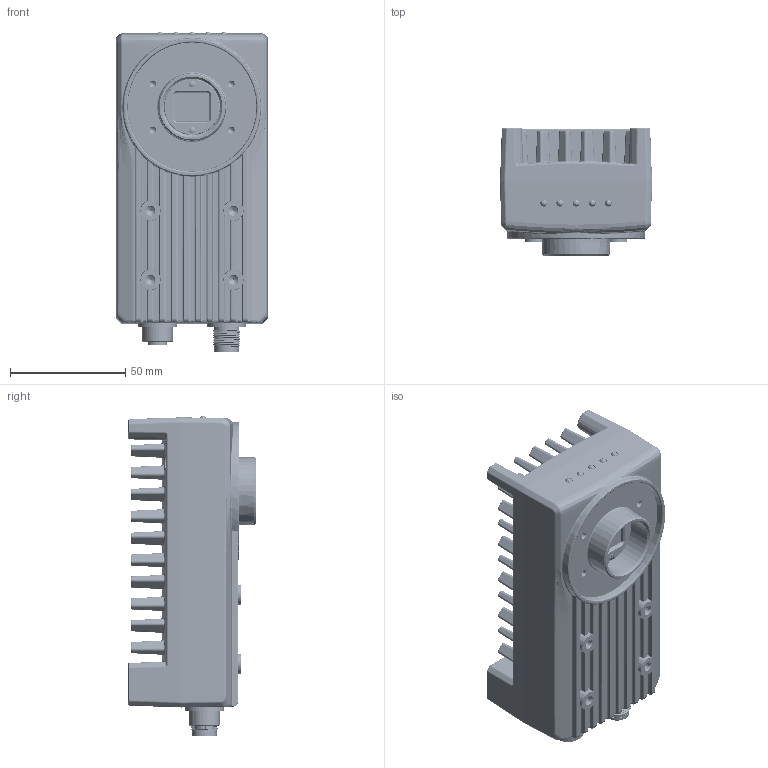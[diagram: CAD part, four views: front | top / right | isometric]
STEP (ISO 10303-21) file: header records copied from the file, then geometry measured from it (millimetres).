
FILE_DESCRIPTION((''),'2;1');
FILE_NAME('S-CASE-ASM_ASM','2020-06-02T19:03:16',('liudeting'),(''),'CREO PARAMETRIC BY PTC INC, 2017260','CREO PARAMETRIC BY PTC INC, 2017260','');
FILE_SCHEMA(('CONFIG_CONTROL_DESIGN'));
Products named in the file (13): D-01-35-26-0007; M12A-12PMMS-SH8BXX; M12A-08PFFS-SH8BXX; D-01-35-26-0034; DE-13-000282; LVGUANGPIAN111; SC-T1M2X3NL-B; S-CASE-UP_ASM_ASM; DE-13-000038; D-01-37-26-0029; S-CASE-DOWN_ASM_ASM; SC-PM3X7_5T10-L4-SUS304-BZN; S-CASE-ASM_ASM
Assembly tree (16 placements, depth 3):
  S-CASE-ASM_ASM
    S-CASE-UP_ASM_ASM
      D-01-35-26-0007
      M12A-12PMMS-SH8BXX
      M12A-08PFFS-SH8BXX
      D-01-35-26-0034
      DE-13-000282
      LVGUANGPIAN111
      SC-T1M2X3NL-B  x2
    S-CASE-DOWN_ASM_ASM
      DE-13-000038
      D-01-37-26-0029
    SC-PM3X7_5T10-L4-SUS304-BZN  x4
Bounding box: 66 x 55.26 x 139.2 mm (x, y, z)
Volume: 137081.3 mm3; surface area: 93790.2 mm2
Topology: 14 solids, 16 shells, 4999 faces, 12143 edges, 7317 vertices
Faces by surface type: cylinder 1507, bspline 1383, plane 1297, cone 445, torus 187, extrusion 124, sphere 56
Entity records: 213164 total; most frequent: CARTESIAN_POINT 111489, ORIENTED_EDGE 23074, DIRECTION 18318, EDGE_CURVE 11539, VERTEX_POINT 7011, AXIS2_PLACEMENT_3D 6986, EDGE_LOOP 5086, FACE_OUTER_BOUND 4793
